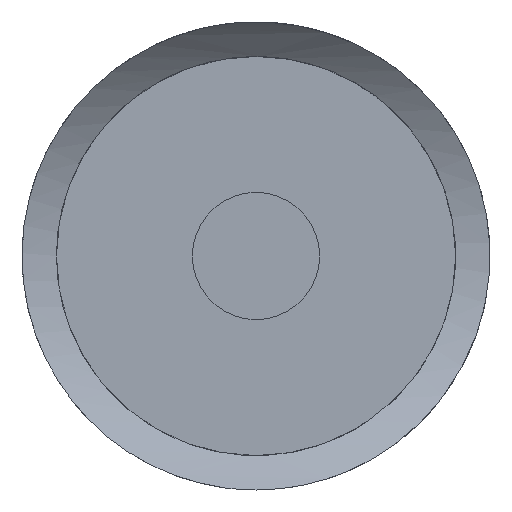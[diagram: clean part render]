
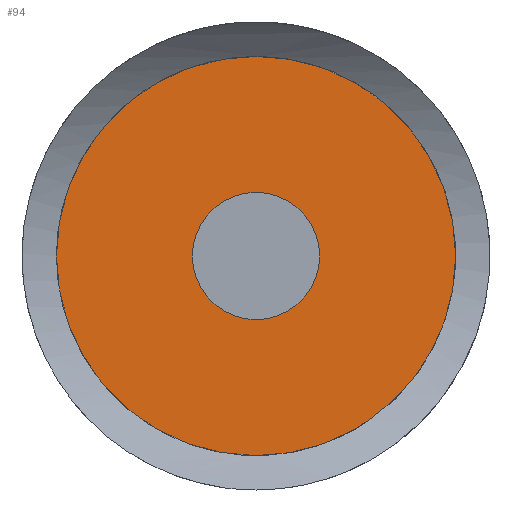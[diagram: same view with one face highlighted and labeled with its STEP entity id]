
A CAD part, left-side view. The second image highlights one B-rep face of the part: STEP entity #94.
In plain terms, the highlighted planar face has unit normal (-1, 0, 0).
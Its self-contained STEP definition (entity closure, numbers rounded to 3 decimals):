
#56=PLANE('',#486);
#94=ADVANCED_FACE('',(#130,#131),#56,.F.);
#130=FACE_BOUND('',#157,.T.);
#131=FACE_BOUND('',#158,.T.);
#157=EDGE_LOOP('',(#263));
#158=EDGE_LOOP('',(#264));
#263=ORIENTED_EDGE('',*,*,#381,.T.);
#264=ORIENTED_EDGE('',*,*,#380,.T.);
#342=VERTEX_POINT('',#879);
#343=VERTEX_POINT('',#882);
#380=EDGE_CURVE('',#342,#342,#440,.T.);
#381=EDGE_CURVE('',#343,#343,#441,.T.);
#440=CIRCLE('',#483,10.663);
#441=CIRCLE('',#485,3.4);
#483=AXIS2_PLACEMENT_3D('',#878,#544,#545);
#485=AXIS2_PLACEMENT_3D('',#881,#548,#549);
#486=AXIS2_PLACEMENT_3D('',#883,#550,#551);
#544=DIRECTION('',(-1.,0.,0.));
#545=DIRECTION('',(0.,1.,0.));
#548=DIRECTION('',(1.,0.,0.));
#549=DIRECTION('',(0.,0.,-1.));
#550=DIRECTION('',(1.,0.,0.));
#551=DIRECTION('',(0.,0.,-1.));
#878=CARTESIAN_POINT('',(1.,0.,0.));
#879=CARTESIAN_POINT('',(1.,10.663,0.));
#881=CARTESIAN_POINT('',(1.,0.,0.));
#882=CARTESIAN_POINT('',(1.,0.,-3.4));
#883=CARTESIAN_POINT('',(1.,0.,0.));
